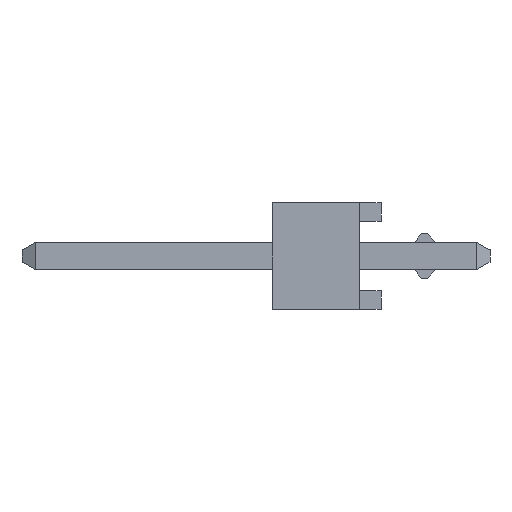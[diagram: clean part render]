
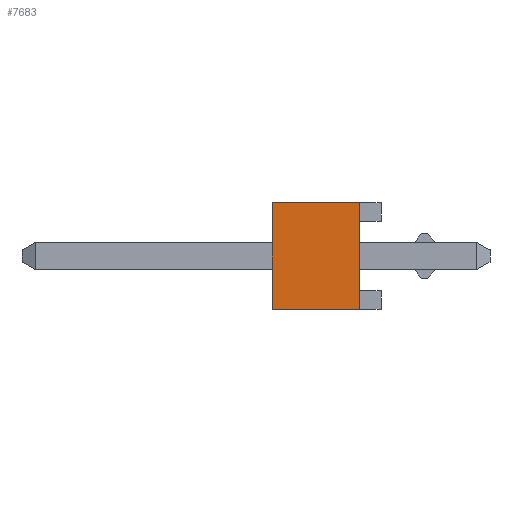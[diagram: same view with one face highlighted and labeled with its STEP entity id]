
A CAD part, left-side view. The second image highlights one B-rep face of the part: STEP entity #7683.
In plain terms, the highlighted planar face has unit normal (-1, 0, 0).
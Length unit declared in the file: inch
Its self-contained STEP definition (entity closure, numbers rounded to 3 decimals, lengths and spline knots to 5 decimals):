
#901=ORIENTED_EDGE('',*,*,#2843,.F.);
#902=ORIENTED_EDGE('',*,*,#2389,.F.);
#903=ORIENTED_EDGE('',*,*,#2844,.F.);
#904=ORIENTED_EDGE('',*,*,#2478,.T.);
#2389=EDGE_CURVE('',#3461,#3462,#4153,.T.);
#2478=EDGE_CURVE('',#3523,#3522,#4242,.T.);
#2843=EDGE_CURVE('',#3462,#3522,#4607,.T.);
#2844=EDGE_CURVE('',#3523,#3461,#4608,.T.);
#3461=VERTEX_POINT('',#10765);
#3462=VERTEX_POINT('',#10767);
#3522=VERTEX_POINT('',#10923);
#3523=VERTEX_POINT('',#10925);
#4153=LINE('',#10766,#5241);
#4242=LINE('',#10924,#5330);
#4607=LINE('',#11635,#5695);
#4608=LINE('',#11636,#5696);
#5241=VECTOR('',#8663,39.37008);
#5330=VECTOR('',#8768,39.37008);
#5695=VECTOR('',#9405,39.37008);
#5696=VECTOR('',#9406,39.37008);
#6317=EDGE_LOOP('',(#901,#902,#903,#904));
#6783=FACE_BOUND('',#6317,.T.);
#7249=PLANE('',#8154);
#7683=ADVANCED_FACE('',(#6783),#7249,.F.);
#8154=AXIS2_PLACEMENT_3D('',#11634,#9403,#9404);
#8663=DIRECTION('',(0.,-1.,0.));
#8768=DIRECTION('',(0.,-1.,0.));
#9403=DIRECTION('',(1.,0.,0.));
#9404=DIRECTION('',(0.,0.,-1.));
#9405=DIRECTION('',(0.,0.,-1.));
#9406=DIRECTION('',(0.,0.,1.));
#10765=CARTESIAN_POINT('',(-0.4,0.1,0.049));
#10766=CARTESIAN_POINT('',(-0.4,0.1,0.049));
#10767=CARTESIAN_POINT('',(-0.4,0.02,0.049));
#10923=CARTESIAN_POINT('',(-0.4,0.02,-0.049));
#10924=CARTESIAN_POINT('',(-0.4,0.1,-0.049));
#10925=CARTESIAN_POINT('',(-0.4,0.1,-0.049));
#11634=CARTESIAN_POINT('',(-0.4,0.1,-0.049));
#11635=CARTESIAN_POINT('',(-0.4,0.02,-0.049));
#11636=CARTESIAN_POINT('',(-0.4,0.1,-0.049));
